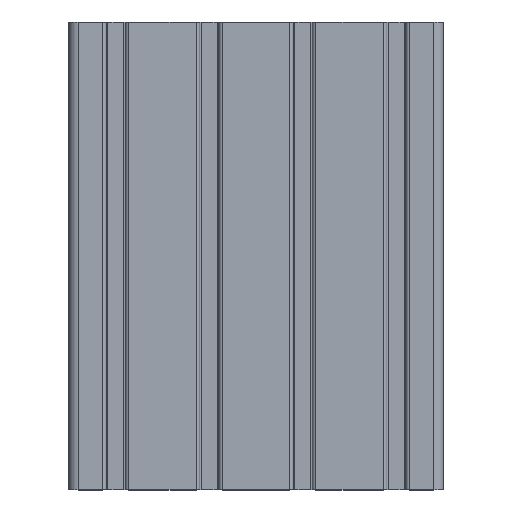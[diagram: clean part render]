
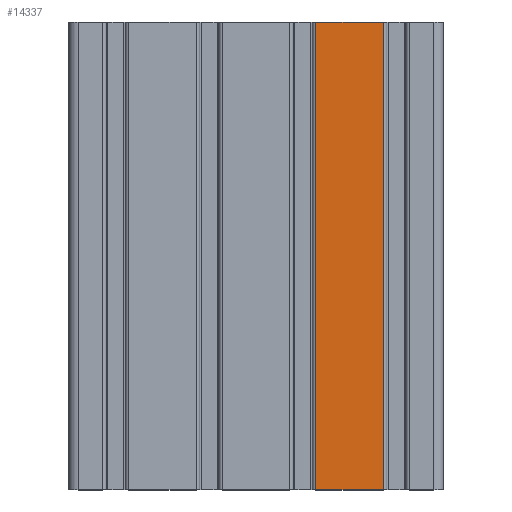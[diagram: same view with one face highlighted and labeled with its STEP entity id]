
A CAD part, top view. The second image highlights one B-rep face of the part: STEP entity #14337.
In plain terms, the highlighted planar face has unit normal (0, 0, 1).
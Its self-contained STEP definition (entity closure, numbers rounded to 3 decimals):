
#2000 = VERTEX_POINT ( 'NONE', #4333 ) ;
#2388 = EDGE_LOOP ( 'NONE', ( #8690, #4050, #5513, #15677 ) ) ;
#2452 = LINE ( 'NONE', #2857, #17372 ) ;
#2854 = VERTEX_POINT ( 'NONE', #9569 ) ;
#2857 = CARTESIAN_POINT ( 'NONE',  ( 54.4, 0., 40. ) ) ;
#3438 = DIRECTION ( 'NONE',  ( 1., 0., 0. ) ) ;
#4050 = ORIENTED_EDGE ( 'NONE', *, *, #14712, .F. ) ;
#4333 = CARTESIAN_POINT ( 'NONE',  ( 25.6, 200., 40. ) ) ;
#5513 = ORIENTED_EDGE ( 'NONE', *, *, #12151, .F. ) ;
#6267 = DIRECTION ( 'NONE',  ( 0., 0., 1. ) ) ;
#6718 = DIRECTION ( 'NONE',  ( 1., 0., 0. ) ) ;
#7636 = CARTESIAN_POINT ( 'NONE',  ( 25.6, 0., 40. ) ) ;
#8051 = CARTESIAN_POINT ( 'NONE',  ( 0., 200., 40. ) ) ;
#8316 = CARTESIAN_POINT ( 'NONE',  ( 25.6, 0., 40. ) ) ;
#8393 = VECTOR ( 'NONE', #15914, 1000. ) ;
#8690 = ORIENTED_EDGE ( 'NONE', *, *, #12664, .T. ) ;
#9425 = DIRECTION ( 'NONE',  ( 1., 0., 0. ) ) ;
#9569 = CARTESIAN_POINT ( 'NONE',  ( 54.4, 0., 40. ) ) ;
#9610 = VERTEX_POINT ( 'NONE', #16758 ) ;
#10281 = PLANE ( 'NONE',  #13927 ) ;
#10284 = FACE_OUTER_BOUND ( 'NONE', #2388, .T. ) ;
#12151 = EDGE_CURVE ( 'NONE', #2000, #17279, #13392, .T. ) ;
#12531 = VECTOR ( 'NONE', #9425, 1000. ) ;
#12664 = EDGE_CURVE ( 'NONE', #9610, #2854, #15542, .T. ) ;
#12824 = CARTESIAN_POINT ( 'NONE',  ( 54.4, 200., 40. ) ) ;
#13068 = EDGE_CURVE ( 'NONE', #2000, #9610, #15310, .T. ) ;
#13392 = LINE ( 'NONE', #8051, #12531 ) ;
#13927 = AXIS2_PLACEMENT_3D ( 'NONE', #7636, #6267, #3438 ) ;
#14337 = ADVANCED_FACE ( 'NONE', ( #10284 ), #10281, .T. ) ;
#14527 = CARTESIAN_POINT ( 'NONE',  ( 25.6, 0., 40. ) ) ;
#14712 = EDGE_CURVE ( 'NONE', #17279, #2854, #2452, .T. ) ;
#15310 = LINE ( 'NONE', #14527, #8393 ) ;
#15542 = LINE ( 'NONE', #8316, #15966 ) ;
#15677 = ORIENTED_EDGE ( 'NONE', *, *, #13068, .T. ) ;
#15914 = DIRECTION ( 'NONE',  ( 0., -1., 0. ) ) ;
#15966 = VECTOR ( 'NONE', #6718, 1000. ) ;
#16758 = CARTESIAN_POINT ( 'NONE',  ( 25.6, 0., 40. ) ) ;
#16899 = DIRECTION ( 'NONE',  ( 0., -1., 0. ) ) ;
#17279 = VERTEX_POINT ( 'NONE', #12824 ) ;
#17372 = VECTOR ( 'NONE', #16899, 1000. ) ;
